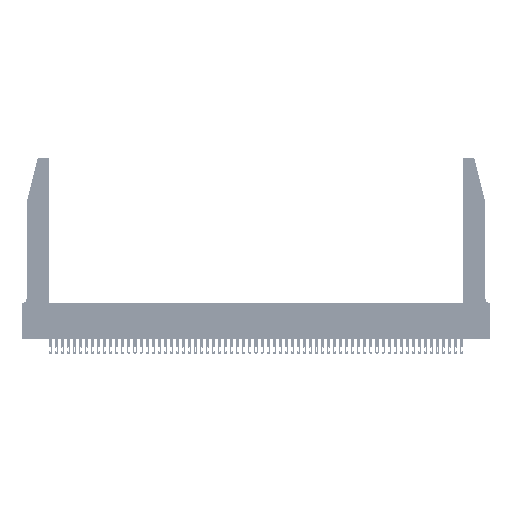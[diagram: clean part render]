
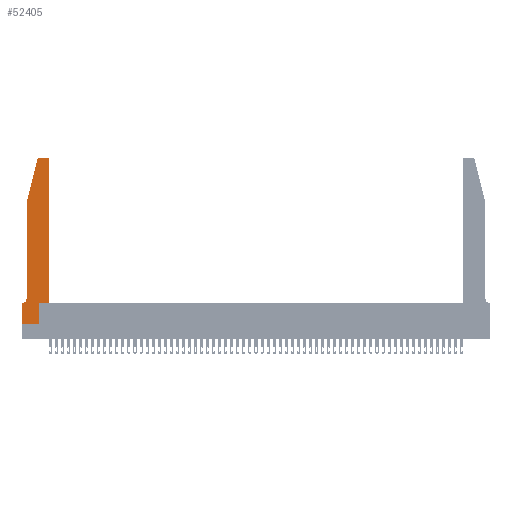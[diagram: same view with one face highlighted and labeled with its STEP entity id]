
A CAD part, top view. The second image highlights one B-rep face of the part: STEP entity #52405.
In plain terms, the highlighted planar face has unit normal (0, 0, 1).
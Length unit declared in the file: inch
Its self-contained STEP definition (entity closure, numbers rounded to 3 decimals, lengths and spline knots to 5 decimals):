
#401 = CARTESIAN_POINT ( 'NONE',  ( 0.25487, 2.72718, 0.37 ) ) ;
#871 = VECTOR ( 'NONE', #17262, 39.37008 ) ;
#979 = CARTESIAN_POINT ( 'NONE',  ( 0.2865, 0., 0.37 ) ) ;
#1381 = VECTOR ( 'NONE', #46355, 39.37008 ) ;
#2060 = EDGE_CURVE ( 'NONE', #51806, #40856, #31117, .T. ) ;
#2177 = VECTOR ( 'NONE', #13970, 39.37008 ) ;
#2286 = ORIENTED_EDGE ( 'NONE', *, *, #24301, .T. ) ;
#2854 = VECTOR ( 'NONE', #31702, 39.37008 ) ;
#3314 = CARTESIAN_POINT ( 'NONE',  ( 0.4205, 2.72, 0.37 ) ) ;
#4216 = AXIS2_PLACEMENT_3D ( 'NONE', #26652, #39514, #22181 ) ;
#4319 = PLANE ( 'NONE',  #34136 ) ;
#4586 = DIRECTION ( 'NONE',  ( 1., 0., 0. ) ) ;
#4777 = CARTESIAN_POINT ( 'NONE',  ( 0.284, 2.72, 0.37 ) ) ;
#5457 = VERTEX_POINT ( 'NONE', #979 ) ;
#6046 = CARTESIAN_POINT ( 'NONE',  ( 0.4505, 0.35, 0.37 ) ) ;
#7804 = ORIENTED_EDGE ( 'NONE', *, *, #31921, .T. ) ;
#7987 = CARTESIAN_POINT ( 'NONE',  ( 0.4205, 2.75, 0.37 ) ) ;
#8503 = CARTESIAN_POINT ( 'NONE',  ( 0., 0., 0.37 ) ) ;
#8507 = CARTESIAN_POINT ( 'NONE',  ( 0.2605, 2.75, 0.37 ) ) ;
#8931 = LINE ( 'NONE', #31140, #54284 ) ;
#9061 = DIRECTION ( 'NONE',  ( 1., 0., 0. ) ) ;
#9147 = CARTESIAN_POINT ( 'NONE',  ( 0., 0.35, 0.37 ) ) ;
#9805 = VECTOR ( 'NONE', #40563, 39.37008 ) ;
#9919 = VERTEX_POINT ( 'NONE', #45903 ) ;
#10091 = ORIENTED_EDGE ( 'NONE', *, *, #22517, .T. ) ;
#11305 = FACE_OUTER_BOUND ( 'NONE', #47445, .T. ) ;
#12138 = EDGE_CURVE ( 'NONE', #44224, #9919, #33845, .T. ) ;
#12526 = CARTESIAN_POINT ( 'NONE',  ( 0., 0.35, 0.37 ) ) ;
#12558 = VERTEX_POINT ( 'NONE', #401 ) ;
#13411 = CARTESIAN_POINT ( 'NONE',  ( 0.0755, 2., 0.37 ) ) ;
#13900 = EDGE_CURVE ( 'NONE', #39257, #45679, #53773, .T. ) ;
#13970 = DIRECTION ( 'NONE',  ( -0.239, -0.971, 0. ) ) ;
#15062 = VERTEX_POINT ( 'NONE', #43523 ) ;
#15066 = CARTESIAN_POINT ( 'NONE',  ( 0., 0., 0.37 ) ) ;
#15133 = ORIENTED_EDGE ( 'NONE', *, *, #38173, .T. ) ;
#16209 = VERTEX_POINT ( 'NONE', #7987 ) ;
#16562 = CARTESIAN_POINT ( 'NONE',  ( 0., 0., 0.37 ) ) ;
#17262 = DIRECTION ( 'NONE',  ( -1., 0., 0. ) ) ;
#17724 = EDGE_CURVE ( 'NONE', #16209, #15062, #34809, .T. ) ;
#18298 = DIRECTION ( 'NONE',  ( 1., 0., 0. ) ) ;
#18510 = VECTOR ( 'NONE', #39944, 39.37008 ) ;
#19420 = LINE ( 'NONE', #16562, #1381 ) ;
#20945 = CARTESIAN_POINT ( 'NONE',  ( 0.0055, 0.35, 0.37 ) ) ;
#21382 = CIRCLE ( 'NONE', #4216, 0.07 ) ;
#21431 = DIRECTION ( 'NONE',  ( 0., 0., 1. ) ) ;
#21976 = ORIENTED_EDGE ( 'NONE', *, *, #17724, .T. ) ;
#22181 = DIRECTION ( 'NONE',  ( -1., 0., 0. ) ) ;
#22517 = EDGE_CURVE ( 'NONE', #5457, #31584, #42246, .T. ) ;
#24295 = ORIENTED_EDGE ( 'NONE', *, *, #43847, .T. ) ;
#24301 = EDGE_CURVE ( 'NONE', #40856, #39257, #21382, .T. ) ;
#26652 = CARTESIAN_POINT ( 'NONE',  ( 0.0055, 0.42, 0.37 ) ) ;
#26780 = VERTEX_POINT ( 'NONE', #8503 ) ;
#27387 = EDGE_CURVE ( 'NONE', #9919, #16209, #51983, .T. ) ;
#28100 = CARTESIAN_POINT ( 'NONE',  ( 0.0755, 2., 0.37 ) ) ;
#28472 = DIRECTION ( 'NONE',  ( 0., -1., 0. ) ) ;
#29825 = CARTESIAN_POINT ( 'NONE',  ( 0.4505, 0.35, 0.37 ) ) ;
#30015 = DIRECTION ( 'NONE',  ( 1., 0., 0. ) ) ;
#30177 = AXIS2_PLACEMENT_3D ( 'NONE', #4777, #43139, #9061 ) ;
#31117 = LINE ( 'NONE', #28100, #45821 ) ;
#31140 = CARTESIAN_POINT ( 'NONE',  ( 0.4505, 0.35, 0.37 ) ) ;
#31584 = VERTEX_POINT ( 'NONE', #34420 ) ;
#31702 = DIRECTION ( 'NONE',  ( 0., 1., 0. ) ) ;
#31921 = EDGE_CURVE ( 'NONE', #26780, #5457, #39775, .T. ) ;
#32080 = EDGE_CURVE ( 'NONE', #15062, #12558, #36415, .T. ) ;
#32810 = LINE ( 'NONE', #13411, #2177 ) ;
#33677 = CARTESIAN_POINT ( 'NONE',  ( 0.0755, 0.42, 0.37 ) ) ;
#33750 = VECTOR ( 'NONE', #34319, 39.37008 ) ;
#33845 = LINE ( 'NONE', #6046, #18510 ) ;
#34136 = AXIS2_PLACEMENT_3D ( 'NONE', #9147, #21431, #30015 ) ;
#34319 = DIRECTION ( 'NONE',  ( -1., 0., 0. ) ) ;
#34420 = CARTESIAN_POINT ( 'NONE',  ( 0.2865, 0.35, 0.37 ) ) ;
#34809 = LINE ( 'NONE', #8507, #871 ) ;
#34876 = CARTESIAN_POINT ( 'NONE',  ( 0.0755, 0.35, 0.37 ) ) ;
#36415 = CIRCLE ( 'NONE', #30177, 0.03 ) ;
#37965 = ORIENTED_EDGE ( 'NONE', *, *, #13900, .T. ) ;
#38173 = EDGE_CURVE ( 'NONE', #12558, #51806, #32810, .T. ) ;
#38331 = ORIENTED_EDGE ( 'NONE', *, *, #32080, .T. ) ;
#39257 = VERTEX_POINT ( 'NONE', #20945 ) ;
#39514 = DIRECTION ( 'NONE',  ( 0., 0., -1. ) ) ;
#39775 = LINE ( 'NONE', #15066, #9805 ) ;
#39944 = DIRECTION ( 'NONE',  ( 0., 1., 0. ) ) ;
#40244 = ORIENTED_EDGE ( 'NONE', *, *, #27387, .T. ) ;
#40563 = DIRECTION ( 'NONE',  ( 1., 0., 0. ) ) ;
#40856 = VERTEX_POINT ( 'NONE', #33677 ) ;
#41107 = DIRECTION ( 'NONE',  ( 0., 0., 1. ) ) ;
#42246 = LINE ( 'NONE', #44726, #2854 ) ;
#43139 = DIRECTION ( 'NONE',  ( 0., 0., 1. ) ) ;
#43523 = CARTESIAN_POINT ( 'NONE',  ( 0.284, 2.75, 0.37 ) ) ;
#43752 = ORIENTED_EDGE ( 'NONE', *, *, #2060, .T. ) ;
#43847 = EDGE_CURVE ( 'NONE', #31584, #44224, #8931, .T. ) ;
#44224 = VERTEX_POINT ( 'NONE', #29825 ) ;
#44288 = AXIS2_PLACEMENT_3D ( 'NONE', #3314, #41107, #4586 ) ;
#44726 = CARTESIAN_POINT ( 'NONE',  ( 0.2865, 0.35, 0.37 ) ) ;
#45679 = VERTEX_POINT ( 'NONE', #12526 ) ;
#45821 = VECTOR ( 'NONE', #28472, 39.37008 ) ;
#45903 = CARTESIAN_POINT ( 'NONE',  ( 0.4505, 2.72, 0.37 ) ) ;
#46355 = DIRECTION ( 'NONE',  ( 0., -1., 0. ) ) ;
#47445 = EDGE_LOOP ( 'NONE', ( #21976, #38331, #15133, #43752, #2286, #37965, #52110, #7804, #10091, #24295, #53059, #40244 ) ) ;
#47930 = CARTESIAN_POINT ( 'NONE',  ( 0.0755, 2., 0.37 ) ) ;
#49011 = EDGE_CURVE ( 'NONE', #45679, #26780, #19420, .T. ) ;
#51806 = VERTEX_POINT ( 'NONE', #47930 ) ;
#51983 = CIRCLE ( 'NONE', #44288, 0.03 ) ;
#52110 = ORIENTED_EDGE ( 'NONE', *, *, #49011, .T. ) ;
#52405 = ADVANCED_FACE ( 'NONE', ( #11305 ), #4319, .T. ) ;
#53059 = ORIENTED_EDGE ( 'NONE', *, *, #12138, .T. ) ;
#53773 = LINE ( 'NONE', #34876, #33750 ) ;
#54284 = VECTOR ( 'NONE', #18298, 39.37008 ) ;
